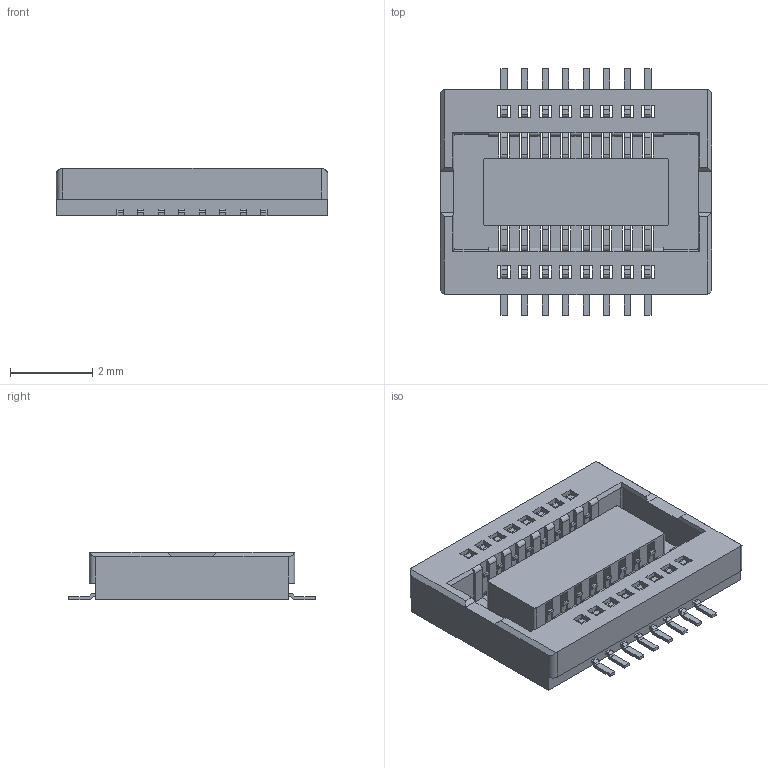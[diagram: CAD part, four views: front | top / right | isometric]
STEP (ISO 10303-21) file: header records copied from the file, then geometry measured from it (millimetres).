
FILE_DESCRIPTION(/* description */ ('model of Molex_SlimStack_54722-0164_2x08_P0.50mm_Vertical'),/* implementation_level */ '2;1');
FILE_NAME(/* name */ 'Molex_SlimStack_54722-0164_2x08_P0.50mm_Vertical.step',/* time_stamp */ '2017-12-04T19:33:35',/* author */ ('Ray Benitez',''),/* organization */ (''),/* preprocessor_version */ '',/* originating_system */ '',/* authorisation */ '');
FILE_SCHEMA(('AUTOMOTIVE_DESIGN { 1 0 10303 214 1 1 1 1 }'));
Length unit declared in the file: millimetre
Products named in the file (1): Molex_54722_0164
Bounding box: 6.6 x 6 x 1.15 mm (x, y, z)
Volume: 25.6 mm3; surface area: 179.7 mm2
Topology: 1 solids, 1 shells, 1012 faces, 2914 edges, 1936 vertices
Faces by surface type: plane 702, cylinder 302, bspline 8
Entity records: 23788 total; most frequent: ORIENTED_EDGE 5282, CARTESIAN_POINT 4248, EDGE_CURVE 2914, LINE 2108, VERTEX_POINT 1936, AXIS2_PLACEMENT_3D 1312, FACE_BOUND 1140, EDGE_LOOP 1140
